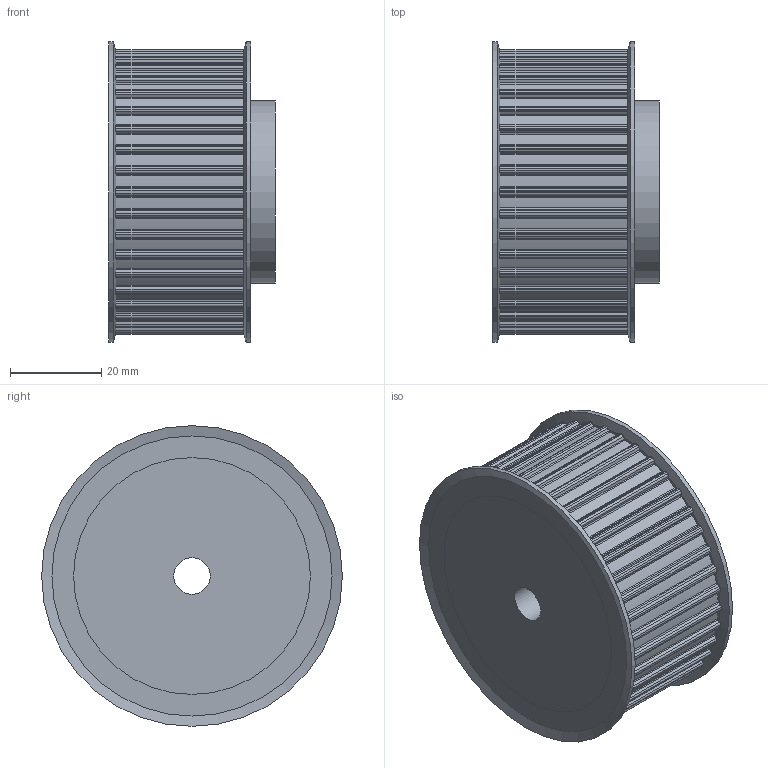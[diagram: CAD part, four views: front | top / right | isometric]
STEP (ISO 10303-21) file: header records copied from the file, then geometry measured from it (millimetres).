
FILE_DESCRIPTION(/* description */ ('Alibre Inc.'),/* implementation_level */ '2;1');
FILE_NAME(/* name */ 'export-570B2814-728E-4482-943D-BFDF70D530ED',/* time_stamp */ '2023-12-13T09:11:21+01:00',/* author */ (''),/* organization */ (''),/* preprocessor_version */ 'ST-DEVELOPER v17',/* originating_system */ 'Alibre',/* authorisation */ '');
FILE_SCHEMA (('AUTOMOTIVE_DESIGN'));
Length unit declared in the file: millimetre
Products named in the file (3): 5030000216; 60036040BODY; 60036040
Bounding box: 36.6 x 66 x 66 mm (x, y, z)
Volume: 94346.5 mm3; surface area: 20470.2 mm2
Topology: 3 solids, 3 shells, 370 faces, 1087 edges, 726 vertices
Faces by surface type: cylinder 277, plane 89, cone 4
Full cylindrical faces by diameter (mm): 8 x1, 40 x1, 52 x4, 66 x2
Entity records: 12121 total; most frequent: DIRECTION 2158, ORIENTED_EDGE 2146, CARTESIAN_POINT 2097, EDGE_CURVE 1073, AXIS2_PLACEMENT_3D 864, VERTEX_POINT 716, VECTOR 517, LINE 517
